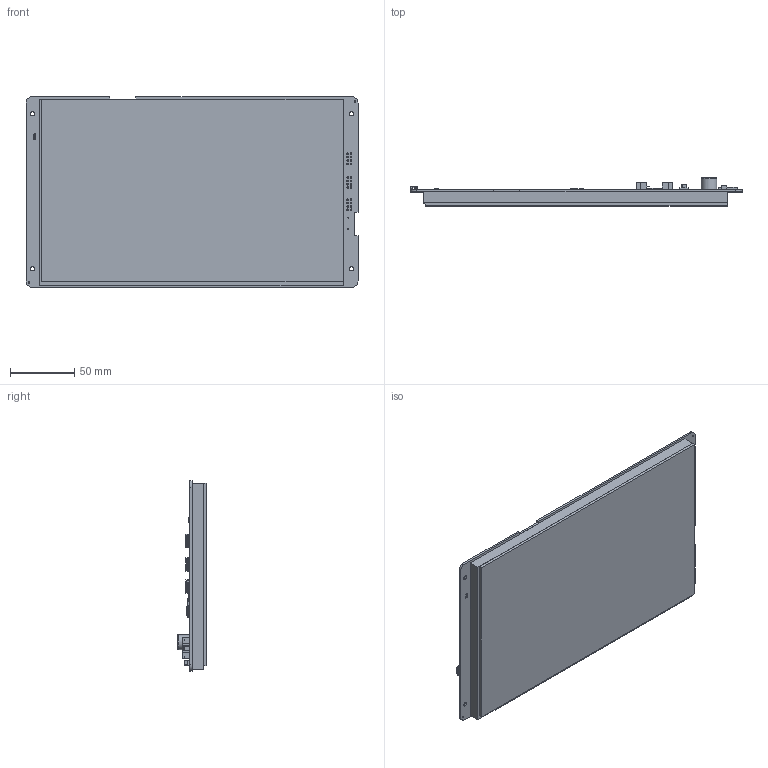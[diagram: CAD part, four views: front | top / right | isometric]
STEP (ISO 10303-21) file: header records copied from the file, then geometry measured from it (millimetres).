
FILE_DESCRIPTION(/* description */ (''),/* implementation_level */ '2;1');
FILE_NAME(/* name */ 'P10600-101T-L0101.stp',/* time_stamp */ '2025-07-17T16:18:27-03:00',/* author */ ('Reservaa'),/* organization */ (''),/* preprocessor_version */ 'ST-DEVELOPER v20',/* originating_system */ 'Autodesk Inventor 2024',/* authorisation */ '');
FILE_SCHEMA (('AUTOMOTIVE_DESIGN { 1 0 10303 214 3 1 1 }'));
Products named in the file (19): P10600-101T-L0101; Placa J70L_T01; Tela J70L_T01; Vidro da Tela J70L_T01; F1C100S; Body; ThermalPin; PinsArrayLR; PinsArrayTB; buzzer; botao_reset; AB2_USB_MICRO_SMD; User Library-CR2032_Holder; User Library-CR2032_Holder_Holder_Domyslna; User Library-CR2032_Holder_Pin_minus_Domyslna; User Library-CR2032_Holder_Pin_plus_Domyslna; sd; BM08B-SRSS; bateria
Assembly tree (21 placements, depth 3):
  P10600-101T-L0101
    Placa J70L_T01
    Tela J70L_T01
    Vidro da Tela J70L_T01
    F1C100S
      Body
      ThermalPin
      PinsArrayLR
      PinsArrayTB
    buzzer
    bateria  x2
    botao_reset
    AB2_USB_MICRO_SMD
    User Library-CR2032_Holder
      User Library-CR2032_Holder_Holder_Domyslna
      User Library-CR2032_Holder_Pin_minus_Domyslna
      User Library-CR2032_Holder_Pin_plus_Domyslna
    sd
    BM08B-SRSS  x3
Bounding box: 257.8 x 22 x 148.2 mm (x, y, z)
Volume: 435074.5 mm3; surface area: 226023.2 mm2
Topology: 109 solids, 109 shells, 2427 faces, 5876 edges, 3691 vertices
Faces by surface type: plane 2221, cylinder 185, cone 9, sphere 8, torus 4
Full cylindrical faces by diameter (mm): 0.4 x4, 0.5 x4, 0.8 x2, 1 x6, 1.2 x26, 1.25 x1, 1.7 x1, 1.8 x1, 2 x2, 2.5 x1, 3.2 x4, 12 x1
Entity records: 63053 total; most frequent: CARTESIAN_POINT 10588, ORIENTED_EDGE 10308, DIRECTION 9992, EDGE_CURVE 5154, LINE 4706, VECTOR 4706, VERTEX_POINT 3213, AXIS2_PLACEMENT_3D 2643
